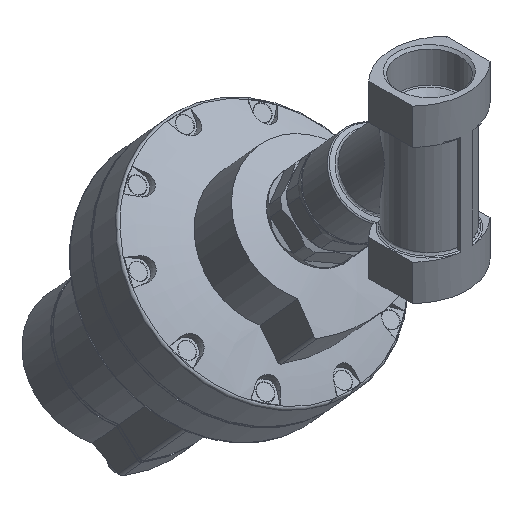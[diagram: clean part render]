
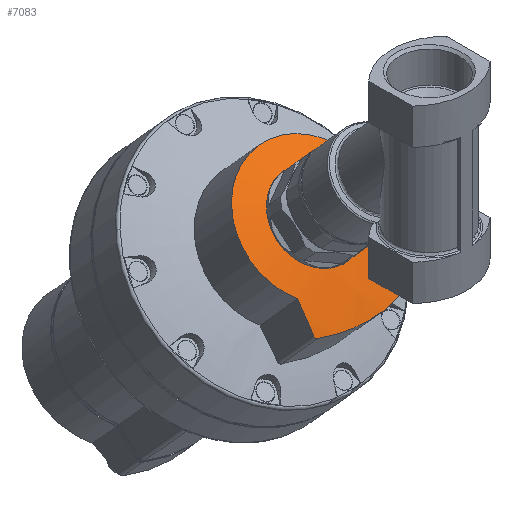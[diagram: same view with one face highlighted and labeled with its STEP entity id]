
A CAD part, isometric view. The second image highlights one B-rep face of the part: STEP entity #7083.
In plain terms, the highlighted spherical face has radius 155 mm.
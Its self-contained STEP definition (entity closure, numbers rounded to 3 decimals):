
#55=SPHERICAL_SURFACE('',#9325,155.);
#1095=CIRCLE('',#9317,41.25);
#1096=CIRCLE('',#9319,152.069);
#1097=CIRCLE('',#9324,152.069);
#1098=CIRCLE('',#9326,25.15);
#1977=ORIENTED_EDGE('',*,*,#3703,.T.);
#1978=ORIENTED_EDGE('',*,*,#3702,.T.);
#1979=ORIENTED_EDGE('',*,*,#3700,.T.);
#1980=ORIENTED_EDGE('',*,*,#3697,.T.);
#1981=ORIENTED_EDGE('',*,*,#3694,.T.);
#1982=ORIENTED_EDGE('',*,*,#3691,.T.);
#1983=ORIENTED_EDGE('',*,*,#3688,.T.);
#3688=EDGE_CURVE('',#4595,#4597,#1095,.F.);
#3691=EDGE_CURVE('',#4599,#4595,#1096,.T.);
#3694=EDGE_CURVE('',#4601,#4599,#5186,.T.);
#3697=EDGE_CURVE('',#4603,#4601,#5188,.T.);
#3700=EDGE_CURVE('',#4605,#4603,#5190,.T.);
#3702=EDGE_CURVE('',#4597,#4605,#1097,.T.);
#3703=EDGE_CURVE('',#4606,#4606,#1098,.T.);
#4595=VERTEX_POINT('',#13345);
#4597=VERTEX_POINT('',#13349);
#4599=VERTEX_POINT('',#13354);
#4601=VERTEX_POINT('',#13363);
#4603=VERTEX_POINT('',#13377);
#4605=VERTEX_POINT('',#13399);
#4606=VERTEX_POINT('',#13418);
#5186=B_SPLINE_CURVE_WITH_KNOTS('',3,(#13369,#13370,#13371,#13372,#13373),
 .UNSPECIFIED.,.F.,.F.,(4,1,4),(0.,0.001,
0.003),.UNSPECIFIED.);
#5188=B_SPLINE_CURVE_WITH_KNOTS('',3,(#13387,#13388,#13389,#13390,#13391,
#13392,#13393,#13394,#13395),.UNSPECIFIED.,.F.,.F.,(4,1,1,1,1,1,4),(0.,
0.015,0.022,0.029,0.036,
0.044,0.058),.UNSPECIFIED.);
#5190=B_SPLINE_CURVE_WITH_KNOTS('',3,(#13405,#13406,#13407,#13408,#13409),
 .UNSPECIFIED.,.F.,.F.,(4,1,4),(0.,0.001,
0.003),.UNSPECIFIED.);
#5482=EDGE_LOOP('',(#1977));
#5483=EDGE_LOOP('',(#1978,#1979,#1980,#1981,#1982,#1983));
#6237=FACE_BOUND('',#5482,.T.);
#6238=FACE_BOUND('',#5483,.T.);
#7083=ADVANCED_FACE('',(#6237,#6238),#55,.T.);
#9317=AXIS2_PLACEMENT_3D('',#13350,#10632,#10633);
#9319=AXIS2_PLACEMENT_3D('',#13359,#10637,#10638);
#9324=AXIS2_PLACEMENT_3D('',#13415,#10650,#10651);
#9325=AXIS2_PLACEMENT_3D('',#13416,#10652,#10653);
#9326=AXIS2_PLACEMENT_3D('',#13417,#10654,#10655);
#10632=DIRECTION('',(0.,1.,0.));
#10633=DIRECTION('',(0.,0.,1.));
#10637=DIRECTION('',(0.,0.,1.));
#10638=DIRECTION('',(1.,0.,0.));
#10650=DIRECTION('',(0.,0.,-1.));
#10651=DIRECTION('',(-1.,0.,0.));
#10652=DIRECTION('',(0.,1.,0.));
#10653=DIRECTION('',(-1.,0.,0.));
#10654=DIRECTION('',(0.,1.,0.));
#10655=DIRECTION('',(-1.,0.,0.));
#13345=CARTESIAN_POINT('',(-28.312,36.94,-30.));
#13349=CARTESIAN_POINT('',(-28.312,36.94,30.));
#13350=CARTESIAN_POINT('',(0.,36.94,0.));
#13354=CARTESIAN_POINT('',(-46.427,41.541,-30.));
#13359=CARTESIAN_POINT('',(0.,186.35,-30.));
#13363=CARTESIAN_POINT('',(-48.323,41.886,-28.636));
#13369=CARTESIAN_POINT('',(-48.323,41.886,-28.636));
#13370=CARTESIAN_POINT('',(-48.187,41.921,-29.039));
#13371=CARTESIAN_POINT('',(-47.652,41.886,-29.747));
#13372=CARTESIAN_POINT('',(-46.832,41.671,-30.));
#13373=CARTESIAN_POINT('',(-46.427,41.541,-30.));
#13377=CARTESIAN_POINT('',(-48.323,41.886,28.636));
#13387=CARTESIAN_POINT('',(-48.323,41.886,28.636));
#13388=CARTESIAN_POINT('',(-49.879,41.487,23.999));
#13389=CARTESIAN_POINT('',(-51.622,41.043,16.938));
#13390=CARTESIAN_POINT('',(-52.799,40.744,7.336));
#13391=CARTESIAN_POINT('',(-53.1,40.667,0.011));
#13392=CARTESIAN_POINT('',(-52.8,40.744,-7.328));
#13393=CARTESIAN_POINT('',(-51.623,41.043,-16.935));
#13394=CARTESIAN_POINT('',(-49.879,41.487,-23.999));
#13395=CARTESIAN_POINT('',(-48.323,41.886,-28.636));
#13399=CARTESIAN_POINT('',(-46.427,41.541,30.));
#13405=CARTESIAN_POINT('',(-46.427,41.541,30.));
#13406=CARTESIAN_POINT('',(-46.832,41.671,30.));
#13407=CARTESIAN_POINT('',(-47.648,41.885,29.749));
#13408=CARTESIAN_POINT('',(-48.187,41.921,29.039));
#13409=CARTESIAN_POINT('',(-48.323,41.886,28.636));
#13415=CARTESIAN_POINT('',(0.,186.35,30.));
#13416=CARTESIAN_POINT('',(0.,186.35,0.));
#13417=CARTESIAN_POINT('',(0.,33.404,0.));
#13418=CARTESIAN_POINT('',(-25.15,33.404,0.));
